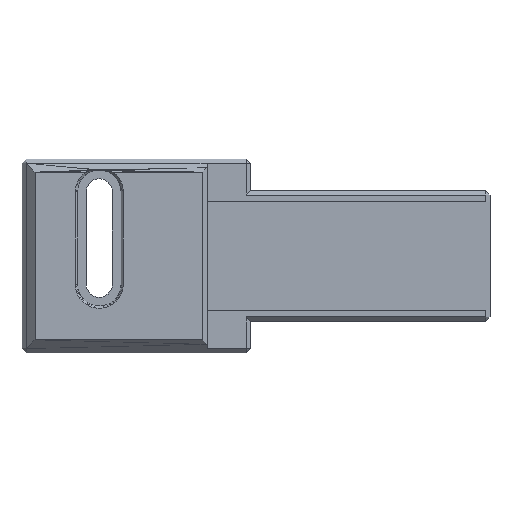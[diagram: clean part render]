
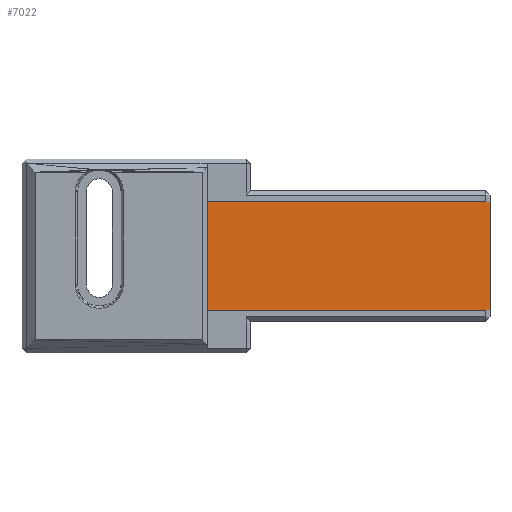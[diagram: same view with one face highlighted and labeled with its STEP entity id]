
A CAD part, top view. The second image highlights one B-rep face of the part: STEP entity #7022.
In plain terms, the highlighted planar face has unit normal (0, 0, 1).
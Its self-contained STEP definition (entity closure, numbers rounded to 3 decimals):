
#36 = DIRECTION ( 'NONE',  ( 1., 0., 0. ) ) ;
#57 = CARTESIAN_POINT ( 'NONE',  ( 124.95, 191.9, -5. ) ) ;
#97 = LINE ( 'NONE', #3486, #1436 ) ;
#167 = VERTEX_POINT ( 'NONE', #4881 ) ;
#212 = VECTOR ( 'NONE', #36, 1000. ) ;
#585 = LINE ( 'NONE', #2801, #212 ) ;
#767 = VERTEX_POINT ( 'NONE', #4063 ) ;
#1101 = DIRECTION ( 'NONE',  ( 0., 0., -1. ) ) ;
#1176 = ORIENTED_EDGE ( 'NONE', *, *, #3729, .T. ) ;
#1436 = VECTOR ( 'NONE', #3524, 1000. ) ;
#1652 = CARTESIAN_POINT ( 'NONE',  ( 165., 191.9, -5. ) ) ;
#1937 = CARTESIAN_POINT ( 'NONE',  ( 165., 191.9, -5. ) ) ;
#1964 = EDGE_CURVE ( 'NONE', #7222, #5308, #6615, .T. ) ;
#2239 = LINE ( 'NONE', #57, #2366 ) ;
#2366 = VECTOR ( 'NONE', #5096, 1000. ) ;
#2550 = EDGE_CURVE ( 'NONE', #167, #5308, #2239, .T. ) ;
#2744 = EDGE_LOOP ( 'NONE', ( #1176, #2885, #5117, #5657 ) ) ;
#2801 = CARTESIAN_POINT ( 'NONE',  ( 124.95, 181.9, -5. ) ) ;
#2885 = ORIENTED_EDGE ( 'NONE', *, *, #6902, .T. ) ;
#3348 = DIRECTION ( 'NONE',  ( 0., 1., 0. ) ) ;
#3353 = DIRECTION ( 'NONE',  ( 0., 1., 0. ) ) ;
#3431 = FACE_OUTER_BOUND ( 'NONE', #2744, .T. ) ;
#3486 = CARTESIAN_POINT ( 'NONE',  ( 135., 191.9, -5. ) ) ;
#3524 = DIRECTION ( 'NONE',  ( 0., -1., 0. ) ) ;
#3729 = EDGE_CURVE ( 'NONE', #167, #767, #97, .T. ) ;
#3896 = PLANE ( 'NONE',  #6785 ) ;
#4063 = CARTESIAN_POINT ( 'NONE',  ( 135., 181.9, -5. ) ) ;
#4817 = VECTOR ( 'NONE', #3348, 1000. ) ;
#4881 = CARTESIAN_POINT ( 'NONE',  ( 135., 191.9, -5. ) ) ;
#5096 = DIRECTION ( 'NONE',  ( 1., 0., 0. ) ) ;
#5117 = ORIENTED_EDGE ( 'NONE', *, *, #1964, .T. ) ;
#5308 = VERTEX_POINT ( 'NONE', #1937 ) ;
#5657 = ORIENTED_EDGE ( 'NONE', *, *, #2550, .F. ) ;
#6139 = CARTESIAN_POINT ( 'NONE',  ( 124.95, 191.9, -5. ) ) ;
#6615 = LINE ( 'NONE', #1652, #4817 ) ;
#6785 = AXIS2_PLACEMENT_3D ( 'NONE', #6139, #1101, #3353 ) ;
#6902 = EDGE_CURVE ( 'NONE', #767, #7222, #585, .T. ) ;
#7022 = ADVANCED_FACE ( 'NONE', ( #3431 ), #3896, .F. ) ;
#7066 = CARTESIAN_POINT ( 'NONE',  ( 165., 181.9, -5. ) ) ;
#7222 = VERTEX_POINT ( 'NONE', #7066 ) ;
